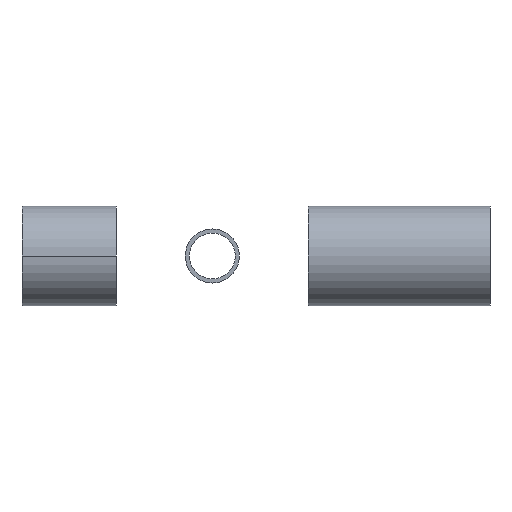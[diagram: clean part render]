
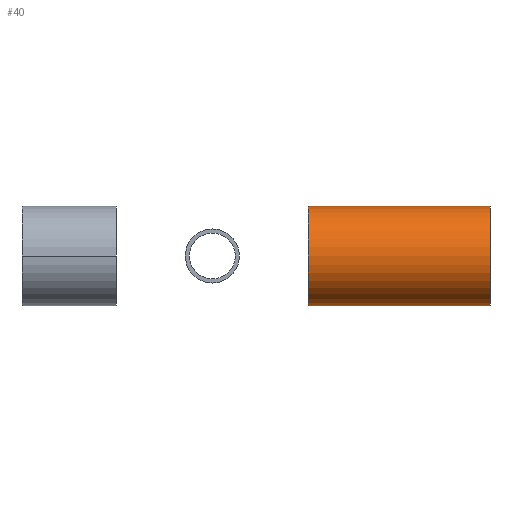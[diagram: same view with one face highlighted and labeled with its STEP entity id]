
A CAD part, front view. The second image highlights one B-rep face of the part: STEP entity #40.
In plain terms, the highlighted cylindrical face has radius 44.45 mm (diameter 88.9 mm), a partial arc.
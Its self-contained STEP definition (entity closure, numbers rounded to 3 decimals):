
#1 = CIRCLE ( 'NONE', #375, 44.45 ) ;
#32 = EDGE_LOOP ( 'NONE', ( #345, #254, #106, #531 ) ) ;
#34 = CARTESIAN_POINT ( 'NONE',  ( 248., 0., 0. ) ) ;
#40 = ADVANCED_FACE ( 'NONE', ( #94 ), #433, .T. ) ;
#51 = EDGE_CURVE ( 'NONE', #426, #62, #1, .T. ) ;
#62 = VERTEX_POINT ( 'NONE', #140 ) ;
#74 = AXIS2_PLACEMENT_3D ( 'NONE', #163, #335, #464 ) ;
#94 = FACE_OUTER_BOUND ( 'NONE', #32, .T. ) ;
#106 = ORIENTED_EDGE ( 'NONE', *, *, #530, .T. ) ;
#138 = CARTESIAN_POINT ( 'NONE',  ( 85.7, 0., 44.45 ) ) ;
#140 = CARTESIAN_POINT ( 'NONE',  ( 248., 0., 44.45 ) ) ;
#156 = CARTESIAN_POINT ( 'NONE',  ( 85.7, 0., 44.45 ) ) ;
#160 = DIRECTION ( 'NONE',  ( 0., 0., -1. ) ) ;
#163 = CARTESIAN_POINT ( 'NONE',  ( 85.7, 0., 0. ) ) ;
#180 = VECTOR ( 'NONE', #430, 1000. ) ;
#184 = EDGE_CURVE ( 'NONE', #538, #62, #480, .T. ) ;
#200 = AXIS2_PLACEMENT_3D ( 'NONE', #206, #555, #160 ) ;
#201 = CIRCLE ( 'NONE', #74, 44.45 ) ;
#206 = CARTESIAN_POINT ( 'NONE',  ( 85.7, 0., 0. ) ) ;
#210 = DIRECTION ( 'NONE',  ( -1., 0., 0. ) ) ;
#249 = VECTOR ( 'NONE', #561, 1000. ) ;
#254 = ORIENTED_EDGE ( 'NONE', *, *, #283, .F. ) ;
#277 = VERTEX_POINT ( 'NONE', #547 ) ;
#279 = DIRECTION ( 'NONE',  ( 0., -1., 0. ) ) ;
#283 = EDGE_CURVE ( 'NONE', #277, #538, #201, .T. ) ;
#329 = LINE ( 'NONE', #569, #180 ) ;
#335 = DIRECTION ( 'NONE',  ( -1., 0., 0. ) ) ;
#338 = CARTESIAN_POINT ( 'NONE',  ( 248., 0., -44.45 ) ) ;
#345 = ORIENTED_EDGE ( 'NONE', *, *, #184, .F. ) ;
#375 = AXIS2_PLACEMENT_3D ( 'NONE', #34, #210, #279 ) ;
#426 = VERTEX_POINT ( 'NONE', #338 ) ;
#430 = DIRECTION ( 'NONE',  ( 1., 0., 0. ) ) ;
#433 = CYLINDRICAL_SURFACE ( 'NONE', #200, 44.45 ) ;
#464 = DIRECTION ( 'NONE',  ( 0., -1., 0. ) ) ;
#480 = LINE ( 'NONE', #156, #249 ) ;
#530 = EDGE_CURVE ( 'NONE', #277, #426, #329, .T. ) ;
#531 = ORIENTED_EDGE ( 'NONE', *, *, #51, .T. ) ;
#538 = VERTEX_POINT ( 'NONE', #138 ) ;
#547 = CARTESIAN_POINT ( 'NONE',  ( 85.7, 0., -44.45 ) ) ;
#555 = DIRECTION ( 'NONE',  ( 1., 0., 0. ) ) ;
#561 = DIRECTION ( 'NONE',  ( 1., 0., 0. ) ) ;
#569 = CARTESIAN_POINT ( 'NONE',  ( 85.7, 0., -44.45 ) ) ;
